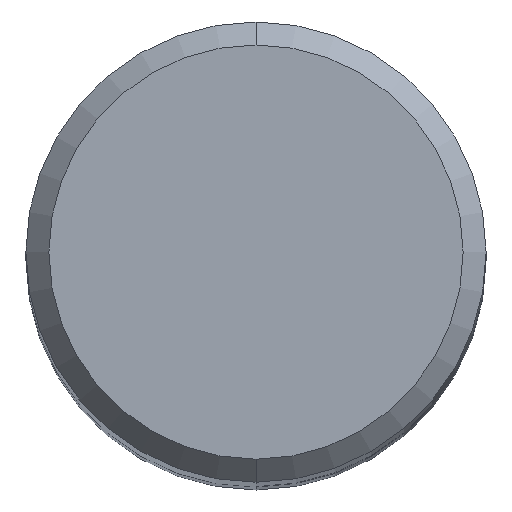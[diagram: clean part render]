
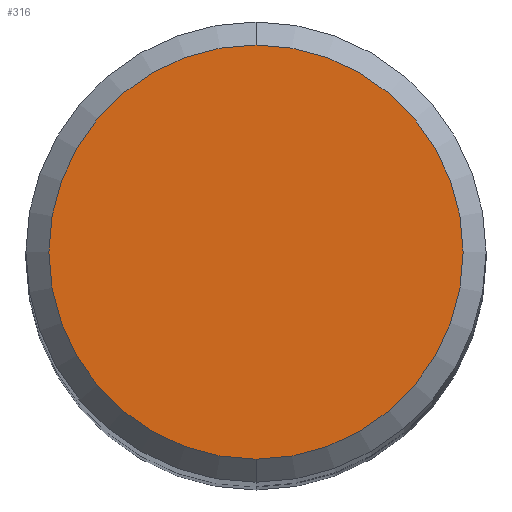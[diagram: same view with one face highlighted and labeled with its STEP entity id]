
A CAD part, top view. The second image highlights one B-rep face of the part: STEP entity #316.
In plain terms, the highlighted planar face has unit normal (0, 0, 1).
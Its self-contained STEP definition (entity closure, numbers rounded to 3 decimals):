
#170=EDGE_CURVE('',#198,#438,#463,.T.);
#198=VERTEX_POINT('',#492);
#268=EDGE_CURVE('',#438,#198,#567,.T.);
#316=ADVANCED_FACE('',(#621),#622,.T.);
#438=VERTEX_POINT('',#760);
#463=CIRCLE('',#778,4.5);
#492=CARTESIAN_POINT('',(0.,-4.5,0.0));
#567=CIRCLE('',#969,4.5);
#621=FACE_OUTER_BOUND('',#1112,.T.);
#622=PLANE('',#1113);
#760=CARTESIAN_POINT('',(0.0,4.5,0.0));
#778=AXIS2_PLACEMENT_3D('',#1418,#1419,#1420);
#969=AXIS2_PLACEMENT_3D('',#1502,#1503,#1504);
#1112=EDGE_LOOP('',(#1563,#1564));
#1113=AXIS2_PLACEMENT_3D('',#1565,#1566,#1567);
#1418=CARTESIAN_POINT('',(0.0,0.0,0.0));
#1419=DIRECTION('',(0.0,0.0,-1.0));
#1420=DIRECTION('',(0.0,1.0,0.0));
#1502=CARTESIAN_POINT('',(0.0,0.0,0.0));
#1503=DIRECTION('',(0.0,0.0,-1.0));
#1504=DIRECTION('',(0.0,1.0,0.0));
#1563=ORIENTED_EDGE('',*,*,#268,.F.);
#1564=ORIENTED_EDGE('',*,*,#170,.F.);
#1565=CARTESIAN_POINT('',(0.0,2.25,0.0));
#1566=DIRECTION('',(-0.0,0.0,1.0));
#1567=DIRECTION('',(0.0,-1.0,0.0));
